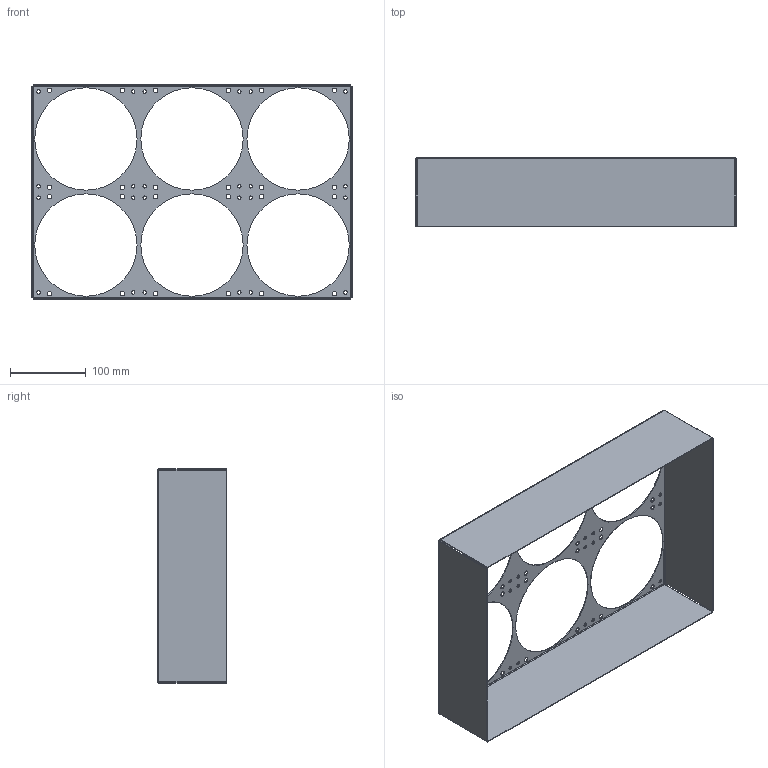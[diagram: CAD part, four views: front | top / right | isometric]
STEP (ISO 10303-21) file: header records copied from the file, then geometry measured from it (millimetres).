
FILE_DESCRIPTION (( 'STEP AP214' ), '1' );
FILE_NAME ('enclosure_sheet_metal_manufacturable.STEP', '2024-03-25T07:18:00', ( '' ), ( '' ), 'SwSTEP 2.0', 'SolidWorks 2022', '' );
FILE_SCHEMA (( 'AUTOMOTIVE_DESIGN' ));
Length unit declared in the file: millimetre
Products named in the file (1): enclosure_sheet_metal_manufacturable
Bounding box: 422.47 x 91 x 282.47 mm (x, y, z)
Volume: 157098.3 mm3; surface area: 319658.2 mm2
Topology: 1 solids, 1 shells, 150 faces, 412 edges, 264 vertices
Faces by surface type: cylinder 120, plane 30
Entity records: 5110 total; most frequent: DIRECTION 954, CARTESIAN_POINT 827, ORIENTED_EDGE 824, EDGE_CURVE 412, AXIS2_PLACEMENT_3D 391, VERTEX_POINT 264, EDGE_LOOP 258, CIRCLE 240
